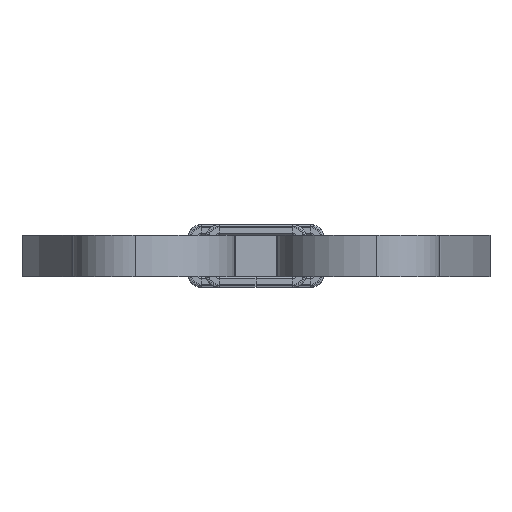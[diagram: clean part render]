
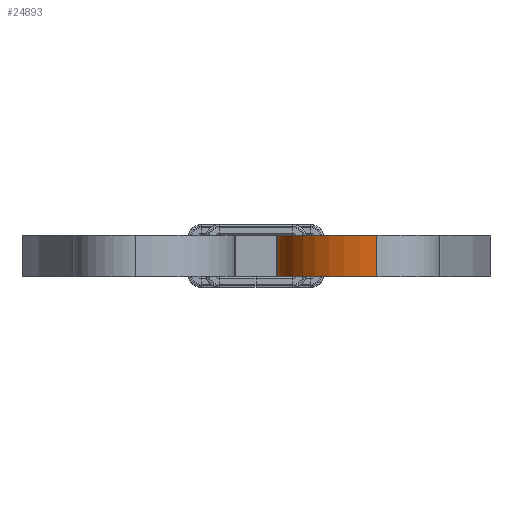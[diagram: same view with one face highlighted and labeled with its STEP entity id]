
A CAD part, front view. The second image highlights one B-rep face of the part: STEP entity #24893.
In plain terms, the highlighted cylindrical face has radius 28.58 mm (diameter 57.161 mm), a partial arc.
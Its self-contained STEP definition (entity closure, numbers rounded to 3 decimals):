
#1874 = EDGE_CURVE ( 'NONE', #3188, #9209, #16537, .T. ) ;
#2024 = DIRECTION ( 'NONE',  ( 1., 0., 0. ) ) ;
#2175 = ORIENTED_EDGE ( 'NONE', *, *, #1874, .F. ) ;
#2268 = DIRECTION ( 'NONE',  ( 0., 0., -1. ) ) ;
#3188 = VERTEX_POINT ( 'NONE', #17958 ) ;
#4445 = CARTESIAN_POINT ( 'NONE',  ( 34.58, -360., 6. ) ) ;
#4470 = DIRECTION ( 'NONE',  ( -0.825, 0.565, 0. ) ) ;
#6657 = VERTEX_POINT ( 'NONE', #26010 ) ;
#6820 = LINE ( 'NONE', #4445, #17546 ) ;
#7853 = LINE ( 'NONE', #21043, #20900 ) ;
#8436 = CARTESIAN_POINT ( 'NONE',  ( 34.58, -331.42, 0. ) ) ;
#9209 = VERTEX_POINT ( 'NONE', #22695 ) ;
#10417 = DIRECTION ( 'NONE',  ( 0., 0., -1. ) ) ;
#11044 = AXIS2_PLACEMENT_3D ( 'NONE', #19375, #17127, #4470 ) ;
#11859 = DIRECTION ( 'NONE',  ( -0.825, 0.565, 0. ) ) ;
#12850 = CIRCLE ( 'NONE', #11044, 28.58 ) ;
#15257 = ORIENTED_EDGE ( 'NONE', *, *, #25756, .T. ) ;
#15371 = VERTEX_POINT ( 'NONE', #15480 ) ;
#15480 = CARTESIAN_POINT ( 'NONE',  ( 11., -315.269, -6. ) ) ;
#16537 = CIRCLE ( 'NONE', #22655, 28.58 ) ;
#16962 = DIRECTION ( 'NONE',  ( 0., 0., 1. ) ) ;
#17127 = DIRECTION ( 'NONE',  ( 0., 0., 1. ) ) ;
#17546 = VECTOR ( 'NONE', #2268, 1000. ) ;
#17958 = CARTESIAN_POINT ( 'NONE',  ( 11., -315.269, 6. ) ) ;
#18803 = EDGE_LOOP ( 'NONE', ( #26576, #2175, #15257, #24957 ) ) ;
#19375 = CARTESIAN_POINT ( 'NONE',  ( 34.58, -331.42, -6. ) ) ;
#20213 = CYLINDRICAL_SURFACE ( 'NONE', #23593, 28.58 ) ;
#20900 = VECTOR ( 'NONE', #10417, 1000. ) ;
#21043 = CARTESIAN_POINT ( 'NONE',  ( 11., -315.269, 6. ) ) ;
#22655 = AXIS2_PLACEMENT_3D ( 'NONE', #23749, #25898, #11859 ) ;
#22695 = CARTESIAN_POINT ( 'NONE',  ( 34.58, -360., 6. ) ) ;
#23593 = AXIS2_PLACEMENT_3D ( 'NONE', #8436, #16962, #2024 ) ;
#23749 = CARTESIAN_POINT ( 'NONE',  ( 34.58, -331.42, 6. ) ) ;
#24893 = ADVANCED_FACE ( 'NONE', ( #24923 ), #20213, .T. ) ;
#24923 = FACE_OUTER_BOUND ( 'NONE', #18803, .T. ) ;
#24957 = ORIENTED_EDGE ( 'NONE', *, *, #25941, .T. ) ;
#25480 = EDGE_CURVE ( 'NONE', #9209, #6657, #6820, .T. ) ;
#25756 = EDGE_CURVE ( 'NONE', #3188, #15371, #7853, .T. ) ;
#25898 = DIRECTION ( 'NONE',  ( 0., 0., 1. ) ) ;
#25941 = EDGE_CURVE ( 'NONE', #15371, #6657, #12850, .T. ) ;
#26010 = CARTESIAN_POINT ( 'NONE',  ( 34.58, -360., -6. ) ) ;
#26576 = ORIENTED_EDGE ( 'NONE', *, *, #25480, .F. ) ;
